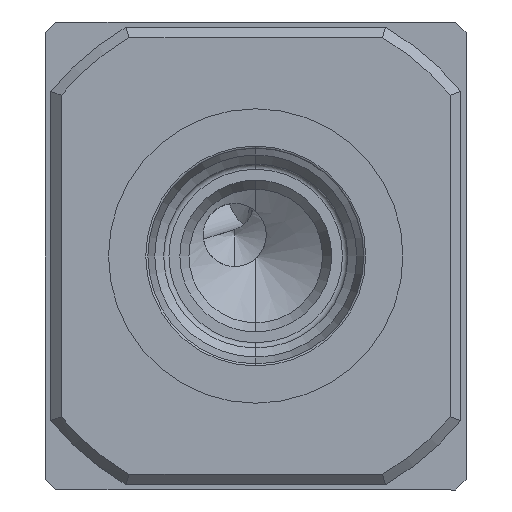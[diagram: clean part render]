
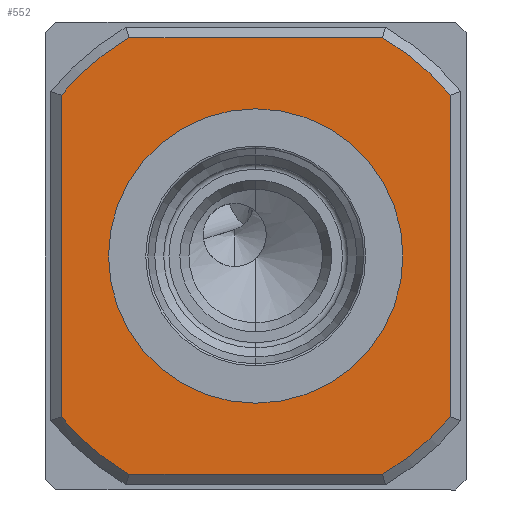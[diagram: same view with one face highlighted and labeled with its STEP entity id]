
A CAD part, left-side view. The second image highlights one B-rep face of the part: STEP entity #552.
In plain terms, the highlighted planar face has unit normal (-1, 0, 0).
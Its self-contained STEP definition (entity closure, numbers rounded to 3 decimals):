
#498 = DIRECTION ( 'NONE',  ( -1., 0., 0. ) ) ;
#552 = ADVANCED_FACE ( 'NONE', ( #12600, #17157 ), #17585, .T. ) ;
#678 = CARTESIAN_POINT ( 'NONE',  ( -8.4, -20., 22.25 ) ) ;
#832 = EDGE_CURVE ( 'NONE', #17901, #13476, #7363, .T. ) ;
#876 = CARTESIAN_POINT ( 'NONE',  ( -8.4, -20., 22.25 ) ) ;
#1532 = AXIS2_PLACEMENT_3D ( 'NONE', #4814, #10270, #14595 ) ;
#1650 = DIRECTION ( 'NONE',  ( 0., 0., 1. ) ) ;
#1664 = ORIENTED_EDGE ( 'NONE', *, *, #11568, .T. ) ;
#1814 = VECTOR ( 'NONE', #14793, 1000. ) ;
#1928 = ORIENTED_EDGE ( 'NONE', *, *, #15695, .T. ) ;
#1958 = CARTESIAN_POINT ( 'NONE',  ( -8.4, -38.5, 37.539 ) ) ;
#1977 = CIRCLE ( 'NONE', #7985, 24. ) ;
#2216 = DIRECTION ( 'NONE',  ( -1., 0., 0. ) ) ;
#2415 = CARTESIAN_POINT ( 'NONE',  ( -8.4, -20., 8.25 ) ) ;
#2427 = EDGE_CURVE ( 'NONE', #13476, #17901, #12766, .T. ) ;
#2429 = ORIENTED_EDGE ( 'NONE', *, *, #16092, .T. ) ;
#2734 = CARTESIAN_POINT ( 'NONE',  ( -8.4, -20., 36.25 ) ) ;
#2796 = LINE ( 'NONE', #16834, #6537 ) ;
#3053 = ORIENTED_EDGE ( 'NONE', *, *, #10953, .T. ) ;
#3325 = DIRECTION ( 'NONE',  ( 0., 0., 1. ) ) ;
#3375 = EDGE_CURVE ( 'NONE', #8025, #5989, #10326, .T. ) ;
#3552 = DIRECTION ( 'NONE',  ( -1., 0., 0. ) ) ;
#3655 = CARTESIAN_POINT ( 'NONE',  ( -8.4, -38.5, 44. ) ) ;
#3936 = EDGE_CURVE ( 'NONE', #15334, #4402, #2796, .T. ) ;
#4402 = VERTEX_POINT ( 'NONE', #5635 ) ;
#4557 = CIRCLE ( 'NONE', #13326, 24. ) ;
#4682 = DIRECTION ( 'NONE',  ( 0., 0., -1. ) ) ;
#4814 = CARTESIAN_POINT ( 'NONE',  ( -8.4, -20., 22.25 ) ) ;
#5635 = CARTESIAN_POINT ( 'NONE',  ( -8.4, -32.06, 1.5 ) ) ;
#5989 = VERTEX_POINT ( 'NONE', #1958 ) ;
#6050 = CIRCLE ( 'NONE', #11333, 24. ) ;
#6245 = CARTESIAN_POINT ( 'NONE',  ( -8.4, -7.94, 43. ) ) ;
#6358 = DIRECTION ( 'NONE',  ( 0., 0., -1. ) ) ;
#6363 = ORIENTED_EDGE ( 'NONE', *, *, #13169, .T. ) ;
#6405 = CARTESIAN_POINT ( 'NONE',  ( -8.4, -1.5, 37.539 ) ) ;
#6480 = DIRECTION ( 'NONE',  ( 0., 0., 1. ) ) ;
#6537 = VECTOR ( 'NONE', #15518, 1000. ) ;
#7085 = DIRECTION ( 'NONE',  ( -1., 0., 0. ) ) ;
#7363 = CIRCLE ( 'NONE', #1532, 14. ) ;
#7521 = CARTESIAN_POINT ( 'NONE',  ( -8.4, -32.06, 43. ) ) ;
#7920 = CARTESIAN_POINT ( 'NONE',  ( -8.4, -39.5, 44. ) ) ;
#7985 = AXIS2_PLACEMENT_3D ( 'NONE', #17694, #2216, #9359 ) ;
#8025 = VERTEX_POINT ( 'NONE', #8140 ) ;
#8140 = CARTESIAN_POINT ( 'NONE',  ( -8.4, -38.5, 6.961 ) ) ;
#8167 = CARTESIAN_POINT ( 'NONE',  ( -8.4, -7.94, 1.5 ) ) ;
#8395 = CIRCLE ( 'NONE', #13494, 24. ) ;
#8612 = CARTESIAN_POINT ( 'NONE',  ( -8.4, -20., 22.25 ) ) ;
#8855 = ORIENTED_EDGE ( 'NONE', *, *, #3936, .T. ) ;
#9023 = AXIS2_PLACEMENT_3D ( 'NONE', #7920, #9315, #10720 ) ;
#9315 = DIRECTION ( 'NONE',  ( -1., 0., 0. ) ) ;
#9359 = DIRECTION ( 'NONE',  ( 0., 0., 1. ) ) ;
#9364 = CARTESIAN_POINT ( 'NONE',  ( -8.4, -20., 22.25 ) ) ;
#9857 = VERTEX_POINT ( 'NONE', #6405 ) ;
#10270 = DIRECTION ( 'NONE',  ( 1., 0., 0. ) ) ;
#10326 = LINE ( 'NONE', #3655, #13166 ) ;
#10637 = DIRECTION ( 'NONE',  ( 1., 0., 0. ) ) ;
#10720 = DIRECTION ( 'NONE',  ( 0., 0., -1. ) ) ;
#10953 = EDGE_CURVE ( 'NONE', #5989, #14657, #1977, .T. ) ;
#11333 = AXIS2_PLACEMENT_3D ( 'NONE', #8612, #7085, #1650 ) ;
#11466 = ORIENTED_EDGE ( 'NONE', *, *, #832, .T. ) ;
#11568 = EDGE_CURVE ( 'NONE', #4402, #8025, #4557, .T. ) ;
#11586 = EDGE_LOOP ( 'NONE', ( #15143, #3053, #16249, #1928, #2429, #6363, #8855, #1664 ) ) ;
#11624 = LINE ( 'NONE', #12165, #1814 ) ;
#12165 = CARTESIAN_POINT ( 'NONE',  ( -8.4, -39.5, 43. ) ) ;
#12201 = VERTEX_POINT ( 'NONE', #16007 ) ;
#12600 = FACE_OUTER_BOUND ( 'NONE', #11586, .T. ) ;
#12766 = CIRCLE ( 'NONE', #16612, 14. ) ;
#13017 = CARTESIAN_POINT ( 'NONE',  ( -8.4, -1.5, 44. ) ) ;
#13125 = EDGE_LOOP ( 'NONE', ( #15973, #11466 ) ) ;
#13166 = VECTOR ( 'NONE', #6480, 1000. ) ;
#13169 = EDGE_CURVE ( 'NONE', #12201, #15334, #6050, .T. ) ;
#13326 = AXIS2_PLACEMENT_3D ( 'NONE', #678, #498, #3325 ) ;
#13408 = LINE ( 'NONE', #13017, #17527 ) ;
#13476 = VERTEX_POINT ( 'NONE', #2415 ) ;
#13494 = AXIS2_PLACEMENT_3D ( 'NONE', #9364, #3552, #17449 ) ;
#14246 = VERTEX_POINT ( 'NONE', #6245 ) ;
#14595 = DIRECTION ( 'NONE',  ( 0., 0., -1. ) ) ;
#14657 = VERTEX_POINT ( 'NONE', #7521 ) ;
#14793 = DIRECTION ( 'NONE',  ( 0., 1., 0. ) ) ;
#15143 = ORIENTED_EDGE ( 'NONE', *, *, #3375, .T. ) ;
#15334 = VERTEX_POINT ( 'NONE', #8167 ) ;
#15518 = DIRECTION ( 'NONE',  ( 0., -1., 0. ) ) ;
#15695 = EDGE_CURVE ( 'NONE', #14246, #9857, #8395, .T. ) ;
#15973 = ORIENTED_EDGE ( 'NONE', *, *, #2427, .T. ) ;
#16007 = CARTESIAN_POINT ( 'NONE',  ( -8.4, -1.5, 6.961 ) ) ;
#16092 = EDGE_CURVE ( 'NONE', #9857, #12201, #13408, .T. ) ;
#16249 = ORIENTED_EDGE ( 'NONE', *, *, #17055, .T. ) ;
#16612 = AXIS2_PLACEMENT_3D ( 'NONE', #876, #10637, #6358 ) ;
#16834 = CARTESIAN_POINT ( 'NONE',  ( -8.4, -39.5, 1.5 ) ) ;
#17055 = EDGE_CURVE ( 'NONE', #14657, #14246, #11624, .T. ) ;
#17157 = FACE_BOUND ( 'NONE', #13125, .T. ) ;
#17449 = DIRECTION ( 'NONE',  ( 0., 0., 1. ) ) ;
#17527 = VECTOR ( 'NONE', #4682, 1000. ) ;
#17585 = PLANE ( 'NONE',  #9023 ) ;
#17694 = CARTESIAN_POINT ( 'NONE',  ( -8.4, -20., 22.25 ) ) ;
#17901 = VERTEX_POINT ( 'NONE', #2734 ) ;
